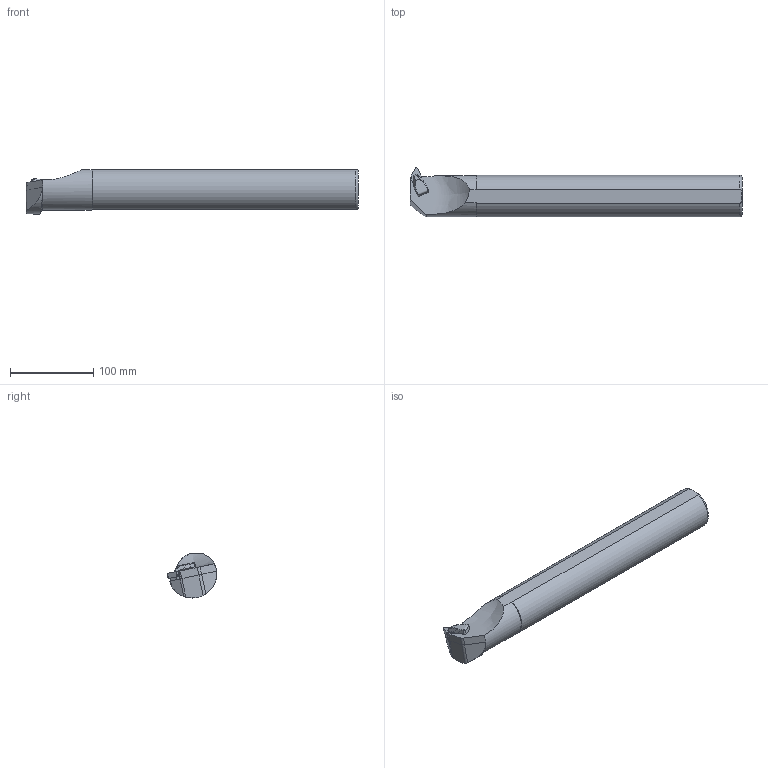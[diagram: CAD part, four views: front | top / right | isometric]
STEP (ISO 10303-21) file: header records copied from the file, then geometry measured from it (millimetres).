
FILE_DESCRIPTION(/* description */ (''),/* implementation_level */ '2;1');
FILE_NAME(/* name */ 'S50V-TD-NL-15.stp',/* time_stamp */ '2023-10-09T20:36:58+03:00',/* author */ (''),/* organization */ (''),/* preprocessor_version */ 'ST-DEVELOPER v19.4',/* originating_system */ 'SIEMENS PLM Software NX2306.3001',/* authorisation */ '');
FILE_SCHEMA (('AUTOMOTIVE_DESIGN { 1 0 10303 214 3 1 1 1 }'));
Length unit declared in the file: millimetre
Products named in the file (1): S50V-TD-NR-15
Bounding box: 399.6 x 60 x 53 mm (x, y, z)
Volume: 736622.1 mm3; surface area: 66693.8 mm2
Topology: 2 solids, 2 shells, 124 faces, 313 edges, 192 vertices
Faces by surface type: cylinder 57, plane 44, bspline 14, cone 4, torus 3, sphere 2
Full cylindrical faces by diameter (mm): 4.4 x1, 6.2 x1
Entity records: 4498 total; most frequent: CARTESIAN_POINT 1483, ORIENTED_EDGE 608, DIRECTION 605, EDGE_CURVE 304, AXIS2_PLACEMENT_3D 235, VERTEX_POINT 191, LINE 135, VECTOR 135
